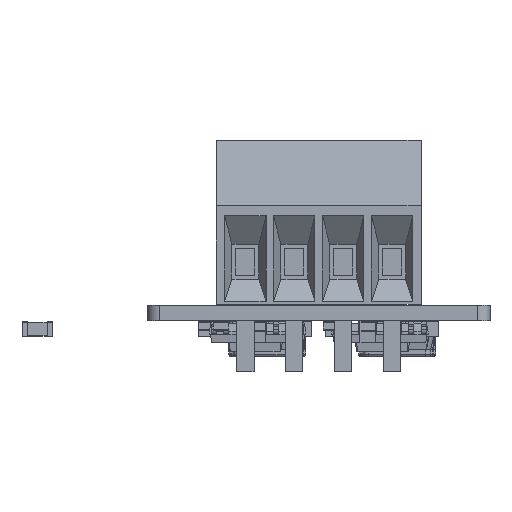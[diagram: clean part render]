
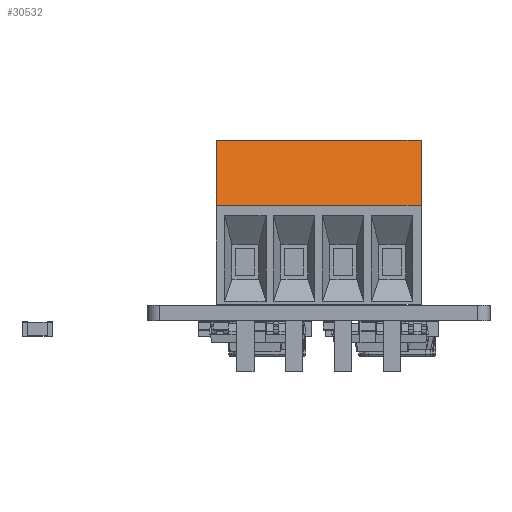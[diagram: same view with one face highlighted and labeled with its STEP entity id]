
A CAD part, left-side view. The second image highlights one B-rep face of the part: STEP entity #30532.
In plain terms, the highlighted face is planar.
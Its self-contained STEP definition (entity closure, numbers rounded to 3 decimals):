
#27538 = PLANE('',#27539);
#27539 = AXIS2_PLACEMENT_3D('',#27540,#27541,#27542);
#27540 = CARTESIAN_POINT('',(9.12,0.,4.25));
#27541 = DIRECTION('',(1.,0.,0.));
#27542 = DIRECTION('',(0.,0.,1.));
#27592 = PLANE('',#27593);
#27593 = AXIS2_PLACEMENT_3D('',#27594,#27595,#27596);
#27594 = CARTESIAN_POINT('',(-1.5,0.,4.25));
#27595 = DIRECTION('',(1.,0.,0.));
#27596 = DIRECTION('',(0.,0.,1.));
#28102 = PLANE('',#28103);
#28103 = AXIS2_PLACEMENT_3D('',#28104,#28105,#28106);
#28104 = CARTESIAN_POINT('',(-1.5,-2.36,5.1));
#28105 = DIRECTION('',(0.,0.,-1.));
#28106 = DIRECTION('',(0.,-1.,0.));
#28596 = VERTEX_POINT('',#28597);
#28597 = CARTESIAN_POINT('',(-1.5,-2.36,5.1));
#28672 = VERTEX_POINT('',#28673);
#28673 = CARTESIAN_POINT('',(-1.5,-1.45,8.5));
#28687 = PLANE('',#28688);
#28688 = AXIS2_PLACEMENT_3D('',#28689,#28690,#28691);
#28689 = CARTESIAN_POINT('',(-1.5,3.1,8.5));
#28690 = DIRECTION('',(0.,0.,-1.));
#28691 = DIRECTION('',(0.,-1.,0.));
#28699 = EDGE_CURVE('',#28672,#28596,#28700,.T.);
#28700 = SURFACE_CURVE('',#28701,(#28705,#28712),.PCURVE_S1.);
#28701 = LINE('',#28702,#28703);
#28702 = CARTESIAN_POINT('',(-1.5,-1.45,8.5));
#28703 = VECTOR('',#28704,1.);
#28704 = DIRECTION('',(0.,-0.259,-0.966));
#28705 = PCURVE('',#27592,#28706);
#28706 = DEFINITIONAL_REPRESENTATION('',(#28707),#28711);
#28707 = LINE('',#28708,#28709);
#28708 = CARTESIAN_POINT('',(4.25,1.45));
#28709 = VECTOR('',#28710,1.);
#28710 = DIRECTION('',(-0.966,0.259));
#28711 = ( GEOMETRIC_REPRESENTATION_CONTEXT(2) 
PARAMETRIC_REPRESENTATION_CONTEXT() REPRESENTATION_CONTEXT('2D SPACE',''
  ) );
#28712 = PCURVE('',#28713,#28718);
#28713 = PLANE('',#28714);
#28714 = AXIS2_PLACEMENT_3D('',#28715,#28716,#28717);
#28715 = CARTESIAN_POINT('',(-1.5,-1.45,8.5));
#28716 = DIRECTION('',(0.,0.966,-0.259));
#28717 = DIRECTION('',(0.,-0.259,-0.966));
#28718 = DEFINITIONAL_REPRESENTATION('',(#28719),#28723);
#28719 = LINE('',#28720,#28721);
#28720 = CARTESIAN_POINT('',(0.,0.));
#28721 = VECTOR('',#28722,1.);
#28722 = DIRECTION('',(1.,0.));
#28723 = ( GEOMETRIC_REPRESENTATION_CONTEXT(2) 
PARAMETRIC_REPRESENTATION_CONTEXT() REPRESENTATION_CONTEXT('2D SPACE',''
  ) );
#28729 = VERTEX_POINT('',#28730);
#28730 = CARTESIAN_POINT('',(9.12,-2.36,5.1));
#28800 = VERTEX_POINT('',#28801);
#28801 = CARTESIAN_POINT('',(9.12,-1.45,8.5));
#28822 = EDGE_CURVE('',#28800,#28729,#28823,.T.);
#28823 = SURFACE_CURVE('',#28824,(#28828,#28835),.PCURVE_S1.);
#28824 = LINE('',#28825,#28826);
#28825 = CARTESIAN_POINT('',(9.12,-1.45,8.5));
#28826 = VECTOR('',#28827,1.);
#28827 = DIRECTION('',(0.,-0.259,-0.966));
#28828 = PCURVE('',#27538,#28829);
#28829 = DEFINITIONAL_REPRESENTATION('',(#28830),#28834);
#28830 = LINE('',#28831,#28832);
#28831 = CARTESIAN_POINT('',(4.25,1.45));
#28832 = VECTOR('',#28833,1.);
#28833 = DIRECTION('',(-0.966,0.259));
#28834 = ( GEOMETRIC_REPRESENTATION_CONTEXT(2) 
PARAMETRIC_REPRESENTATION_CONTEXT() REPRESENTATION_CONTEXT('2D SPACE',''
  ) );
#28835 = PCURVE('',#28713,#28836);
#28836 = DEFINITIONAL_REPRESENTATION('',(#28837),#28841);
#28837 = LINE('',#28838,#28839);
#28838 = CARTESIAN_POINT('',(0.,-10.62));
#28839 = VECTOR('',#28840,1.);
#28840 = DIRECTION('',(1.,0.));
#28841 = ( GEOMETRIC_REPRESENTATION_CONTEXT(2) 
PARAMETRIC_REPRESENTATION_CONTEXT() REPRESENTATION_CONTEXT('2D SPACE',''
  ) );
#29677 = EDGE_CURVE('',#28596,#28729,#29678,.T.);
#29678 = SURFACE_CURVE('',#29679,(#29683,#29690),.PCURVE_S1.);
#29679 = LINE('',#29680,#29681);
#29680 = CARTESIAN_POINT('',(-1.5,-2.36,5.1));
#29681 = VECTOR('',#29682,1.);
#29682 = DIRECTION('',(1.,0.,0.));
#29683 = PCURVE('',#28102,#29684);
#29684 = DEFINITIONAL_REPRESENTATION('',(#29685),#29689);
#29685 = LINE('',#29686,#29687);
#29686 = CARTESIAN_POINT('',(0.,-0.));
#29687 = VECTOR('',#29688,1.);
#29688 = DIRECTION('',(0.,-1.));
#29689 = ( GEOMETRIC_REPRESENTATION_CONTEXT(2) 
PARAMETRIC_REPRESENTATION_CONTEXT() REPRESENTATION_CONTEXT('2D SPACE',''
  ) );
#29690 = PCURVE('',#28713,#29691);
#29691 = DEFINITIONAL_REPRESENTATION('',(#29692),#29696);
#29692 = LINE('',#29693,#29694);
#29693 = CARTESIAN_POINT('',(3.52,0.));
#29694 = VECTOR('',#29695,1.);
#29695 = DIRECTION('',(0.,-1.));
#29696 = ( GEOMETRIC_REPRESENTATION_CONTEXT(2) 
PARAMETRIC_REPRESENTATION_CONTEXT() REPRESENTATION_CONTEXT('2D SPACE',''
  ) );
#30532 = ADVANCED_FACE('',(#30533),#28713,.F.);
#30533 = FACE_BOUND('',#30534,.F.);
#30534 = EDGE_LOOP('',(#30535,#30556,#30557,#30558));
#30535 = ORIENTED_EDGE('',*,*,#30536,.T.);
#30536 = EDGE_CURVE('',#28672,#28800,#30537,.T.);
#30537 = SURFACE_CURVE('',#30538,(#30542,#30549),.PCURVE_S1.);
#30538 = LINE('',#30539,#30540);
#30539 = CARTESIAN_POINT('',(-1.5,-1.45,8.5));
#30540 = VECTOR('',#30541,1.);
#30541 = DIRECTION('',(1.,0.,0.));
#30542 = PCURVE('',#28713,#30543);
#30543 = DEFINITIONAL_REPRESENTATION('',(#30544),#30548);
#30544 = LINE('',#30545,#30546);
#30545 = CARTESIAN_POINT('',(0.,0.));
#30546 = VECTOR('',#30547,1.);
#30547 = DIRECTION('',(0.,-1.));
#30548 = ( GEOMETRIC_REPRESENTATION_CONTEXT(2) 
PARAMETRIC_REPRESENTATION_CONTEXT() REPRESENTATION_CONTEXT('2D SPACE',''
  ) );
#30549 = PCURVE('',#28687,#30550);
#30550 = DEFINITIONAL_REPRESENTATION('',(#30551),#30555);
#30551 = LINE('',#30552,#30553);
#30552 = CARTESIAN_POINT('',(4.55,0.));
#30553 = VECTOR('',#30554,1.);
#30554 = DIRECTION('',(0.,-1.));
#30555 = ( GEOMETRIC_REPRESENTATION_CONTEXT(2) 
PARAMETRIC_REPRESENTATION_CONTEXT() REPRESENTATION_CONTEXT('2D SPACE',''
  ) );
#30556 = ORIENTED_EDGE('',*,*,#28822,.T.);
#30557 = ORIENTED_EDGE('',*,*,#29677,.F.);
#30558 = ORIENTED_EDGE('',*,*,#28699,.F.);
